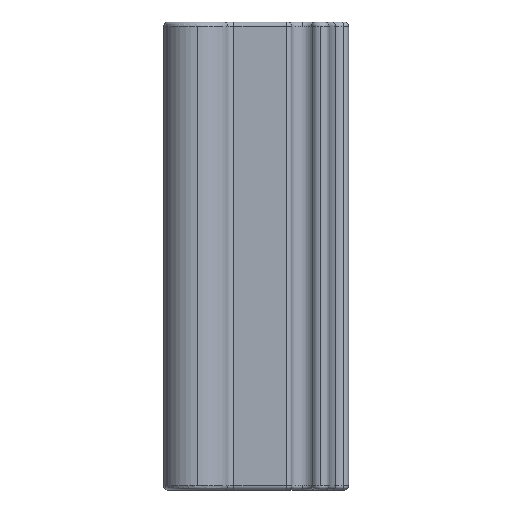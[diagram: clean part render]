
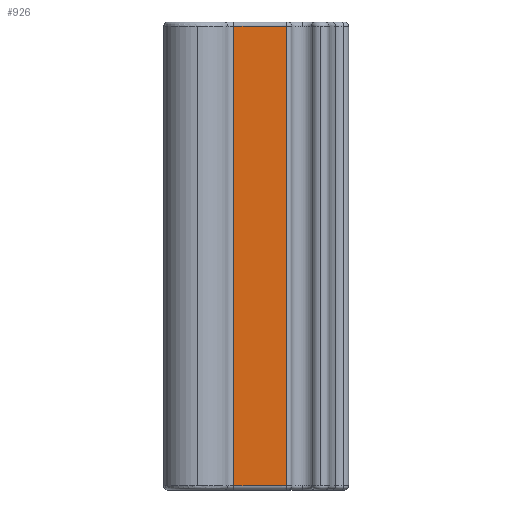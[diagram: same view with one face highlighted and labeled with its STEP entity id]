
A CAD part, left-side view. The second image highlights one B-rep face of the part: STEP entity #926.
In plain terms, the highlighted planar face has unit normal (-1, 0, 0).
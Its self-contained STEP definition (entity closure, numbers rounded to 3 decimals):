
#1 = VERTEX_POINT ( 'NONE', #2036 ) ;
#33 = LINE ( 'NONE', #1650, #2179 ) ;
#55 = VERTEX_POINT ( 'NONE', #1672 ) ;
#140 = CARTESIAN_POINT ( 'NONE',  ( -0.731, -8.59, 63.489 ) ) ;
#319 = FACE_OUTER_BOUND ( 'NONE', #678, .T. ) ;
#342 = EDGE_CURVE ( 'NONE', #1, #887, #1972, .T. ) ;
#356 = DIRECTION ( 'NONE',  ( 0., 1., 0. ) ) ;
#509 = DIRECTION ( 'NONE',  ( 0., -1., 0. ) ) ;
#572 = ORIENTED_EDGE ( 'NONE', *, *, #1756, .T. ) ;
#678 = EDGE_LOOP ( 'NONE', ( #1294, #572, #907, #1532 ) ) ;
#681 = CARTESIAN_POINT ( 'NONE',  ( -0.731, -3.629, 0.4 ) ) ;
#722 = CARTESIAN_POINT ( 'NONE',  ( -0.731, -3.629, 63.489 ) ) ;
#801 = CARTESIAN_POINT ( 'NONE',  ( -0.731, -3.629, 44. ) ) ;
#855 = VECTOR ( 'NONE', #356, 1000. ) ;
#887 = VERTEX_POINT ( 'NONE', #1716 ) ;
#905 = DIRECTION ( 'NONE',  ( 1., 0., 0. ) ) ;
#907 = ORIENTED_EDGE ( 'NONE', *, *, #963, .F. ) ;
#926 = ADVANCED_FACE ( 'NONE', ( #319 ), #1915, .F. ) ;
#948 = VERTEX_POINT ( 'NONE', #1892 ) ;
#963 = EDGE_CURVE ( 'NONE', #1, #55, #1952, .T. ) ;
#1202 = EDGE_CURVE ( 'NONE', #887, #948, #33, .T. ) ;
#1294 = ORIENTED_EDGE ( 'NONE', *, *, #1202, .T. ) ;
#1375 = VECTOR ( 'NONE', #2593, 1000. ) ;
#1532 = ORIENTED_EDGE ( 'NONE', *, *, #342, .T. ) ;
#1624 = VECTOR ( 'NONE', #509, 1000. ) ;
#1650 = CARTESIAN_POINT ( 'NONE',  ( -0.731, -3.629, 63.489 ) ) ;
#1672 = CARTESIAN_POINT ( 'NONE',  ( -0.731, -8.59, 0.4 ) ) ;
#1716 = CARTESIAN_POINT ( 'NONE',  ( -0.731, -3.629, 44. ) ) ;
#1756 = EDGE_CURVE ( 'NONE', #948, #55, #2502, .T. ) ;
#1892 = CARTESIAN_POINT ( 'NONE',  ( -0.731, -3.629, 0.4 ) ) ;
#1915 = PLANE ( 'NONE',  #2514 ) ;
#1924 = DIRECTION ( 'NONE',  ( 0., 1., 0. ) ) ;
#1952 = LINE ( 'NONE', #140, #1375 ) ;
#1972 = LINE ( 'NONE', #801, #855 ) ;
#2036 = CARTESIAN_POINT ( 'NONE',  ( -0.731, -8.59, 44. ) ) ;
#2179 = VECTOR ( 'NONE', #2247, 1000. ) ;
#2247 = DIRECTION ( 'NONE',  ( 0., 0., -1. ) ) ;
#2502 = LINE ( 'NONE', #681, #1624 ) ;
#2514 = AXIS2_PLACEMENT_3D ( 'NONE', #722, #905, #1924 ) ;
#2593 = DIRECTION ( 'NONE',  ( 0., 0., -1. ) ) ;
